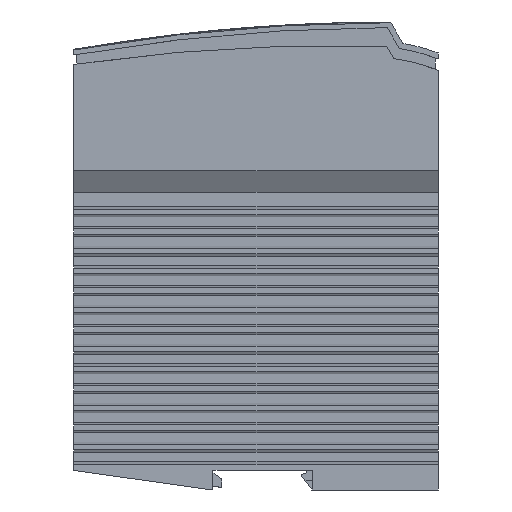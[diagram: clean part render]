
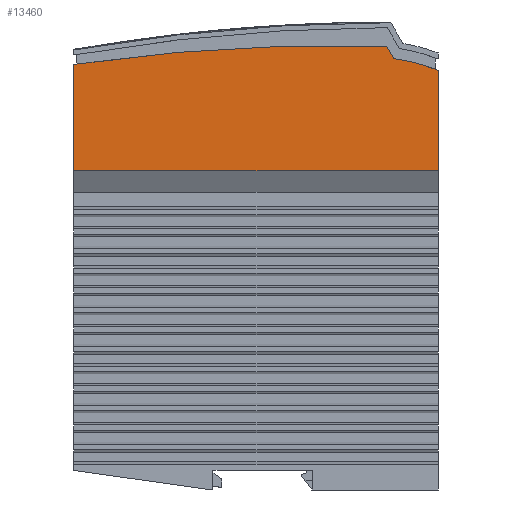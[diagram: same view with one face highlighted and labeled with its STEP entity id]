
A CAD part, left-side view. The second image highlights one B-rep face of the part: STEP entity #13460.
In plain terms, the highlighted face is planar.
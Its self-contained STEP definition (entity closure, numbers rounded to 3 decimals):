
#10=CARTESIAN_POINT('',(106.99,0.,4.5));
#20=DIRECTION('',(0.,0.,1.));
#30=DIRECTION('',(1.,0.,0.));
#40=AXIS2_PLACEMENT_3D('',#10,#20,#30);
#50=PLANE('',#40);
#1970=CARTESIAN_POINT('',(151.39,18.37,4.5));
#1980=VERTEX_POINT('',#1970);
#2010=CARTESIAN_POINT('',(-504.,36.,4.5));
#2020=DIRECTION('',(0.,0.,1.));
#2030=DIRECTION('',(1.,0.,0.));
#2040=AXIS2_PLACEMENT_3D('',#2010,#2020,#2030);
#2050=CIRCLE('',#2040,655.627);
#2060=CARTESIAN_POINT('',(144.854,130.,4.5));
#2070=VERTEX_POINT('',#2060);
#2080=EDGE_CURVE('',#1980,#2070,#2050,.T.);
#3040=CARTESIAN_POINT('',(78.52,25.64,4.5));
#3050=DIRECTION('',(0.,0.,1.));
#3060=DIRECTION('',(1.,0.,0.));
#3070=AXIS2_PLACEMENT_3D('',#3040,#3050,#3060);
#3080=CIRCLE('',#3070,69.15);
#3090=CARTESIAN_POINT('',(142.741,0.,4.5));
#3100=VERTEX_POINT('',#3090);
#3110=CARTESIAN_POINT('',(146.97,15.826,4.5));
#3120=VERTEX_POINT('',#3110);
#3130=EDGE_CURVE('',#3100,#3120,#3080,.T.);
#3800=CARTESIAN_POINT('',(128.905,5.427,4.5));
#3810=DIRECTION('',(-0.867,-0.499,0.));
#3820=VECTOR('',#3810,1.);
#3830=LINE('',#3800,#3820);
#3840=EDGE_CURVE('',#1980,#3120,#3830,.T.);
#13190=CARTESIAN_POINT('',(128.905,130.,4.5));
#13200=DIRECTION('',(1.,0.,0.));
#13210=VECTOR('',#13200,1.);
#13220=LINE('',#13190,#13210);
#13230=CARTESIAN_POINT('',(106.99,130.,4.5));
#13240=VERTEX_POINT('',#13230);
#13250=EDGE_CURVE('',#13240,#2070,#13220,.T.);
#13260=ORIENTED_EDGE('',*,*,#13250,.F.);
#13270=ORIENTED_EDGE('',*,*,#2080,.T.);
#13280=ORIENTED_EDGE('',*,*,#3840,.F.);
#13290=ORIENTED_EDGE('',*,*,#3130,.T.);
#13300=CARTESIAN_POINT('',(128.905,0.,4.5));
#13310=DIRECTION('',(1.,0.,0.));
#13320=VECTOR('',#13310,1.);
#13330=LINE('',#13300,#13320);
#13340=CARTESIAN_POINT('',(106.99,0.,4.5));
#13350=VERTEX_POINT('',#13340);
#13360=EDGE_CURVE('',#13350,#3100,#13330,.T.);
#13370=ORIENTED_EDGE('',*,*,#13360,.T.);
#13380=CARTESIAN_POINT('',(106.99,65.,4.5));
#13390=DIRECTION('',(0.,-1.,0.));
#13400=VECTOR('',#13390,1.);
#13410=LINE('',#13380,#13400);
#13420=EDGE_CURVE('',#13240,#13350,#13410,.T.);
#13430=ORIENTED_EDGE('',*,*,#13420,.T.);
#13440=EDGE_LOOP('',(#13430,#13370,#13290,#13280,#13270,#13260));
#13450=FACE_OUTER_BOUND('',#13440,.T.);
#13460=ADVANCED_FACE('',(#13450),#50,.T.);
